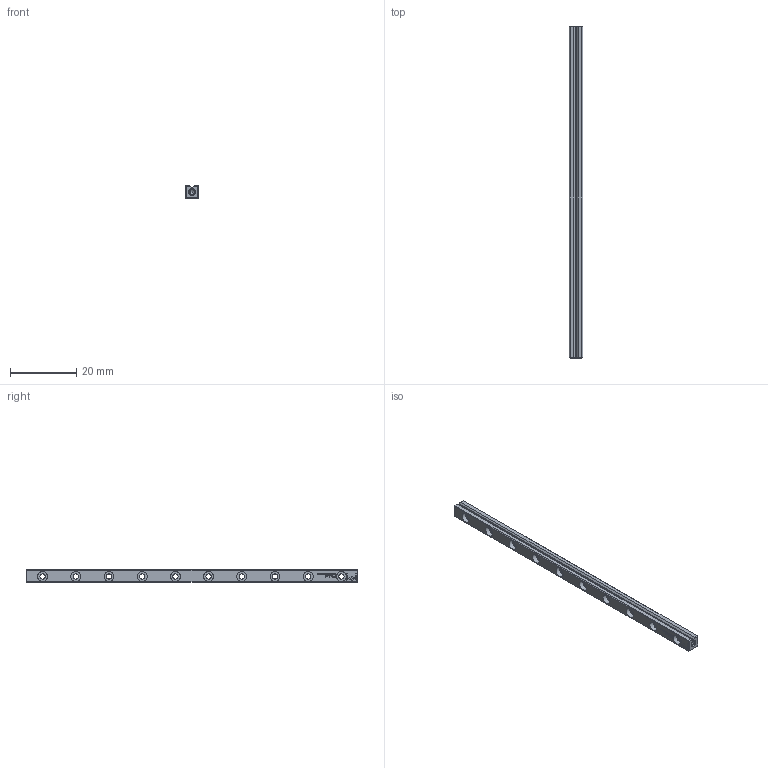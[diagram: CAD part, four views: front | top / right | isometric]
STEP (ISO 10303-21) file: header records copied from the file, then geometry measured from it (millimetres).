
FILE_DESCRIPTION(/* description */ (''),/* implementation_level */ '2;1');
FILE_NAME(/* name */ 'RSD_15100.stp',/* time_stamp */ '2024-12-20T10:31:39+01:00',/* author */ (''),/* organization */ (''),/* preprocessor_version */ 'ST-DEVELOPER v16.7',/* originating_system */ 'SIEMENS PLM Software NX 12.0',/* authorisation */ '');
FILE_SCHEMA (('AUTOMOTIVE_DESIGN { 1 0 10303 214 3 1 1 1 }'));
Length unit declared in the file: millimetre
Products named in the file (1): RSD_15100_A_step_stp
Bounding box: 4 x 100 x 3.9 mm (x, y, z)
Volume: 1320.2 mm3; surface area: 1928.3 mm2
Topology: 1 solids, 1 shells, 361 faces, 934 edges, 618 vertices
Faces by surface type: plane 235, bspline 90, cylinder 22, cone 14
Full cylindrical faces by diameter (mm): 1.316 x2, 1.6 x10, 3 x10
Entity records: 13274 total; most frequent: CARTESIAN_POINT 3118, ORIENTED_EDGE 1792, DIRECTION 1316, EDGE_CURVE 896, LINE 660, VECTOR 660, VERTEX_POINT 618, EDGE_LOOP 460
